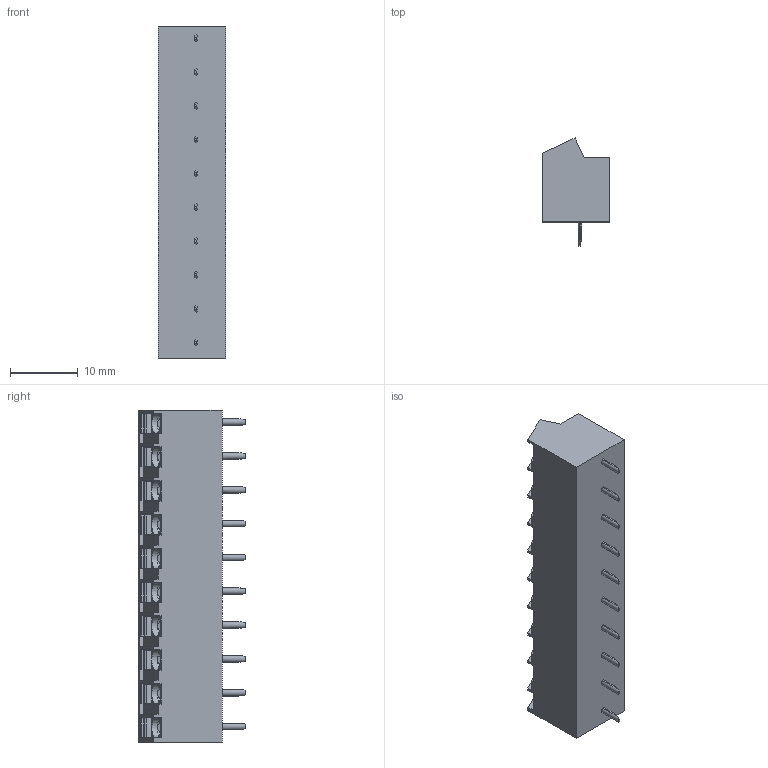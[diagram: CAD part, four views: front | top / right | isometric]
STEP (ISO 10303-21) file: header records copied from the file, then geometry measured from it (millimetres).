
FILE_DESCRIPTION((''),'2;1');
FILE_NAME('PRT0007','2024-09-25T',('sj'),(''),'PRO/ENGINEER BY PARAMETRIC TECHNOLOGY CORPORATION, 2013240','PRO/ENGINEER BY PARAMETRIC TECHNOLOGY CORPORATION, 2013240','');
FILE_SCHEMA(('AUTOMOTIVE_DESIGN_CC2 { 1 2 10303 214 -1 1 5 2 }'));
Length unit declared in the file: millimetre
Products named in the file (1): PRT0007
Bounding box: 10 x 15.9 x 49.1 mm (x, y, z)
Volume: 4907.5 mm3; surface area: 2933.3 mm2
Topology: 1 solids, 1 shells, 456 faces, 1212 edges, 788 vertices
Faces by surface type: plane 316, cylinder 100, cone 40
Entity records: 14323 total; most frequent: CARTESIAN_POINT 3013, ORIENTED_EDGE 2424, DIRECTION 2214, EDGE_CURVE 1212, VECTOR 882, LINE 882, VERTEX_POINT 788, AXIS2_PLACEMENT_3D 666
